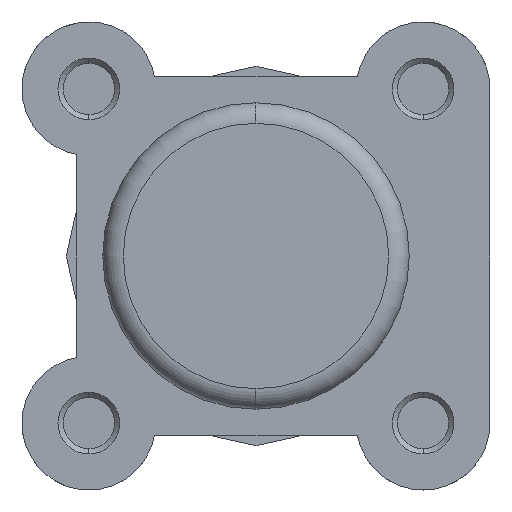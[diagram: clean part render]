
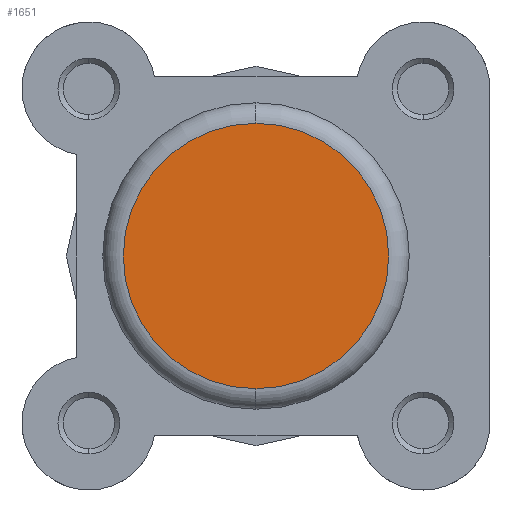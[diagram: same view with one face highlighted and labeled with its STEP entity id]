
A CAD part, left-side view. The second image highlights one B-rep face of the part: STEP entity #1651.
In plain terms, the highlighted planar face has unit normal (-1, 0, 0).
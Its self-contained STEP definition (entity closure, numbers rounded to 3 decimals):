
#129 = CARTESIAN_POINT ( 'NONE',  ( 0., 0., 12.9 ) ) ;
#165 = CARTESIAN_POINT ( 'NONE',  ( 0., 0., -12.9 ) ) ;
#218 = VERTEX_POINT ( 'NONE', #165 ) ;
#273 = VERTEX_POINT ( 'NONE', #129 ) ;
#931 = ORIENTED_EDGE ( 'NONE', *, *, #5253, .T. ) ;
#932 = ORIENTED_EDGE ( 'NONE', *, *, #5202, .T. ) ;
#1234 = EDGE_LOOP ( 'NONE', ( #932, #931 ) ) ;
#1651 = ADVANCED_FACE ( 'NONE', ( #3556 ), #2849, .F. ) ;
#2848 = CARTESIAN_POINT ( 'NONE',  ( 0., 0., 0. ) ) ;
#2849 = PLANE ( 'NONE',  #5432 ) ;
#2851 = DIRECTION ( 'NONE',  ( 1., 0., 0. ) ) ;
#2852 = DIRECTION ( 'NONE',  ( 0., 0., -1. ) ) ;
#3556 = FACE_OUTER_BOUND ( 'NONE', #1234, .T. ) ;
#4094 = CIRCLE ( 'NONE', #5685, 12.9 ) ;
#4168 = CIRCLE ( 'NONE', #5714, 12.9 ) ;
#4763 = CARTESIAN_POINT ( 'NONE',  ( 0., 0., 0. ) ) ;
#4764 = DIRECTION ( 'NONE',  ( -1., 0., 0. ) ) ;
#4765 = DIRECTION ( 'NONE',  ( 0., 0., -1. ) ) ;
#4885 = CARTESIAN_POINT ( 'NONE',  ( 0., 0., 0. ) ) ;
#4894 = DIRECTION ( 'NONE',  ( -1., 0., 0. ) ) ;
#4895 = DIRECTION ( 'NONE',  ( 0., 0., -1. ) ) ;
#5202 = EDGE_CURVE ( 'NONE', #218, #273, #4094, .T. ) ;
#5253 = EDGE_CURVE ( 'NONE', #273, #218, #4168, .T. ) ;
#5432 = AXIS2_PLACEMENT_3D ( 'NONE', #2848, #2851, #2852 ) ;
#5685 = AXIS2_PLACEMENT_3D ( 'NONE', #4763, #4764, #4765 ) ;
#5714 = AXIS2_PLACEMENT_3D ( 'NONE', #4885, #4894, #4895 ) ;
